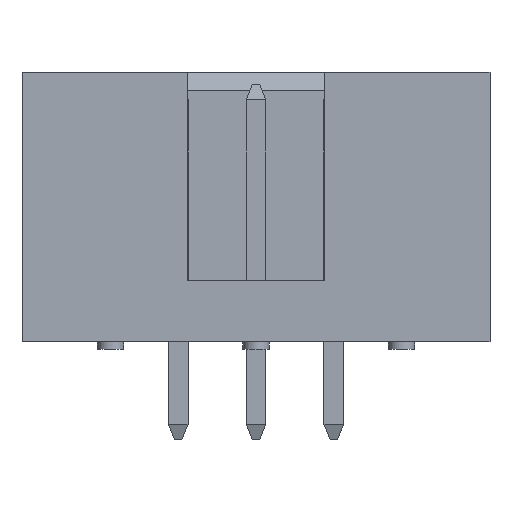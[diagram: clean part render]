
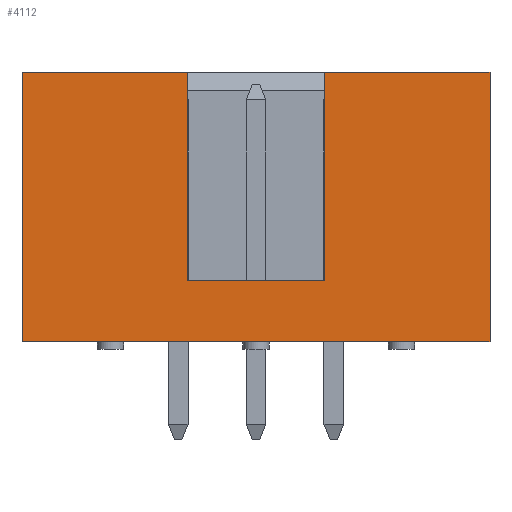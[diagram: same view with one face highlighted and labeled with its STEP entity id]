
A CAD part, left-side view. The second image highlights one B-rep face of the part: STEP entity #4112.
In plain terms, the highlighted face is planar.
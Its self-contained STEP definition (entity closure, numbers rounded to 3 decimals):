
#145=LINE('',#5490,#524);
#159=LINE('',#5518,#538);
#178=LINE('',#5556,#557);
#190=LINE('',#5580,#569);
#191=LINE('',#5582,#570);
#192=LINE('',#5584,#571);
#193=LINE('',#5586,#572);
#194=LINE('',#5587,#573);
#524=VECTOR('',#4684,1000.);
#538=VECTOR('',#4700,1000.);
#557=VECTOR('',#4723,1000.);
#569=VECTOR('',#4747,1000.);
#570=VECTOR('',#4750,1000.);
#571=VECTOR('',#4751,1000.);
#572=VECTOR('',#4752,1000.);
#573=VECTOR('',#4753,1000.);
#1047=ORIENTED_EDGE('',*,*,#1753,.F.);
#1048=ORIENTED_EDGE('',*,*,#1734,.T.);
#1049=ORIENTED_EDGE('',*,*,#1765,.T.);
#1050=ORIENTED_EDGE('',*,*,#1766,.F.);
#1051=ORIENTED_EDGE('',*,*,#1767,.F.);
#1052=ORIENTED_EDGE('',*,*,#1768,.F.);
#1053=ORIENTED_EDGE('',*,*,#1720,.F.);
#1054=ORIENTED_EDGE('',*,*,#1769,.F.);
#1720=EDGE_CURVE('',#2079,#2078,#145,.T.);
#1734=EDGE_CURVE('',#2093,#2092,#159,.T.);
#1753=EDGE_CURVE('',#2093,#2109,#178,.T.);
#1765=EDGE_CURVE('',#2092,#2115,#190,.T.);
#1766=EDGE_CURVE('',#2116,#2115,#191,.T.);
#1767=EDGE_CURVE('',#2117,#2116,#192,.T.);
#1768=EDGE_CURVE('',#2078,#2117,#193,.T.);
#1769=EDGE_CURVE('',#2109,#2079,#194,.T.);
#2078=VERTEX_POINT('',#5486);
#2079=VERTEX_POINT('',#5489);
#2092=VERTEX_POINT('',#5517);
#2093=VERTEX_POINT('',#5519);
#2109=VERTEX_POINT('',#5554);
#2115=VERTEX_POINT('',#5579);
#2116=VERTEX_POINT('',#5583);
#2117=VERTEX_POINT('',#5585);
#2313=EDGE_LOOP('',(#1047,#1048,#1049,#1050,#1051,#1052,#1053,#1054));
#2514=FACE_BOUND('',#2313,.T.);
#2696=PLANE('',#4310);
#4112=ADVANCED_FACE('',(#2514),#2696,.F.);
#4310=AXIS2_PLACEMENT_3D('',#5581,#4748,#4749);
#4684=DIRECTION('',(0.,0.,-1.));
#4700=DIRECTION('',(-1.,0.,0.));
#4723=DIRECTION('',(0.,0.,1.));
#4747=DIRECTION('',(0.,0.,1.));
#4748=DIRECTION('',(0.,1.,0.));
#4749=DIRECTION('',(0.,0.,1.));
#4750=DIRECTION('',(1.,0.,0.));
#4751=DIRECTION('',(0.,0.,1.));
#4752=DIRECTION('',(-1.,0.,0.));
#4753=DIRECTION('',(1.,0.,0.));
#5486=CARTESIAN_POINT('',(7.64,-4.4,-4.4));
#5489=CARTESIAN_POINT('',(7.64,-4.4,4.4));
#5490=CARTESIAN_POINT('',(7.64,-4.4,4.4));
#5517=CARTESIAN_POINT('',(-2.25,-4.4,-2.4));
#5518=CARTESIAN_POINT('',(2.25,-4.4,-2.4));
#5519=CARTESIAN_POINT('',(2.25,-4.4,-2.4));
#5554=CARTESIAN_POINT('',(2.25,-4.4,4.4));
#5556=CARTESIAN_POINT('',(2.25,-4.4,-2.4));
#5579=CARTESIAN_POINT('',(-2.25,-4.4,4.4));
#5580=CARTESIAN_POINT('',(-2.25,-4.4,-2.4));
#5581=CARTESIAN_POINT('',(0.,-4.4,0.));
#5582=CARTESIAN_POINT('',(-7.64,-4.4,4.4));
#5583=CARTESIAN_POINT('',(-7.64,-4.4,4.4));
#5584=CARTESIAN_POINT('',(-7.64,-4.4,-4.4));
#5585=CARTESIAN_POINT('',(-7.64,-4.4,-4.4));
#5586=CARTESIAN_POINT('',(7.64,-4.4,-4.4));
#5587=CARTESIAN_POINT('',(-7.64,-4.4,4.4));
